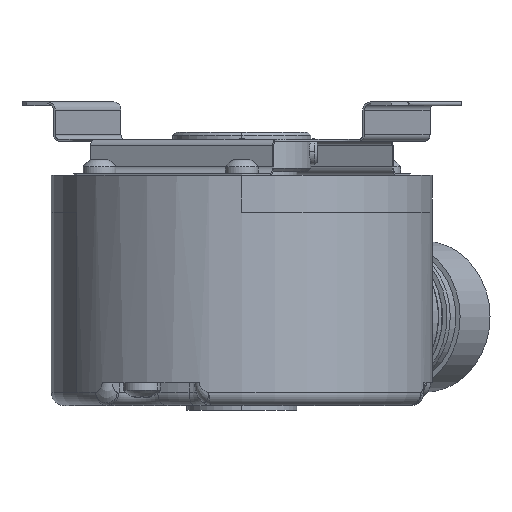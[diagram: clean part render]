
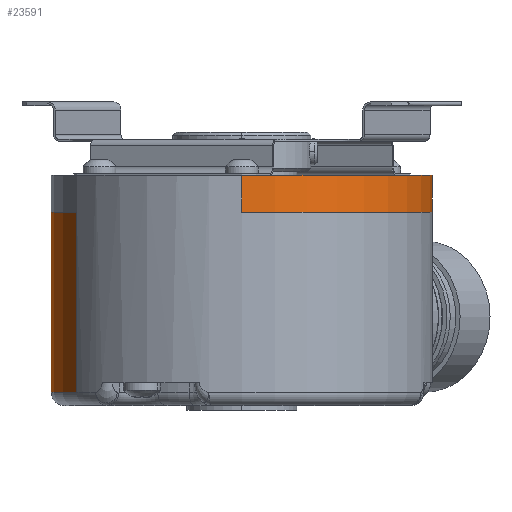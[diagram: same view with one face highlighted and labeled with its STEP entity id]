
A CAD part, left-side view. The second image highlights one B-rep face of the part: STEP entity #23591.
In plain terms, the highlighted cylindrical face has radius 29 mm (diameter 58 mm), a partial arc.
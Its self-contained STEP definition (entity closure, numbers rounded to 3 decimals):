
#243=DIRECTION('',(0.,0.,-1.));
#244=VECTOR('',#243,2.4);
#245=CARTESIAN_POINT('',(14.5,-25.115,12.4));
#246=LINE('',#245,#244);
#347=CARTESIAN_POINT('',(0.,0.,12.4));
#348=DIRECTION('',(0.,0.,1.));
#349=DIRECTION('',(1.,0.,0.));
#350=AXIS2_PLACEMENT_3D('',#347,#348,#349);
#352=DIRECTION('',(0.,0.,1.));
#353=VECTOR('',#352,5.6);
#354=CARTESIAN_POINT('',(29.,0.,12.4));
#355=LINE('',#354,#353);
#356=DIRECTION('',(0.,0.,-1.));
#357=VECTOR('',#356,27.4);
#358=CARTESIAN_POINT('',(-14.5,25.115,12.4));
#359=LINE('',#358,#357);
#360=CARTESIAN_POINT('',(18.616,22.236,-15.));
#361=CARTESIAN_POINT('',(18.638,22.218,-15.004));
#362=CARTESIAN_POINT('',(18.683,22.18,-14.993));
#363=CARTESIAN_POINT('',(18.755,22.119,-14.981));
#364=CARTESIAN_POINT('',(18.831,22.055,-14.957));
#365=CARTESIAN_POINT('',(18.909,21.988,-14.924));
#366=CARTESIAN_POINT('',(18.99,21.918,-14.88));
#367=CARTESIAN_POINT('',(19.072,21.846,-14.826));
#368=CARTESIAN_POINT('',(19.155,21.773,-14.761));
#369=CARTESIAN_POINT('',(19.237,21.701,-14.686));
#370=CARTESIAN_POINT('',(19.316,21.631,-14.602));
#371=CARTESIAN_POINT('',(19.389,21.565,-14.51));
#372=CARTESIAN_POINT('',(19.457,21.505,-14.413));
#373=CARTESIAN_POINT('',(19.516,21.451,-14.313));
#374=CARTESIAN_POINT('',(19.567,21.404,-14.212));
#375=CARTESIAN_POINT('',(19.61,21.364,-14.111));
#376=CARTESIAN_POINT('',(19.645,21.332,-14.013));
#377=CARTESIAN_POINT('',(19.673,21.307,-13.918));
#378=CARTESIAN_POINT('',(19.693,21.288,-13.825));
#379=CARTESIAN_POINT('',(19.707,21.275,-13.737));
#380=CARTESIAN_POINT('',(19.715,21.268,-13.651));
#381=CARTESIAN_POINT('',(19.718,21.265,-13.596));
#382=CARTESIAN_POINT('',(19.717,21.266,-13.57));
#384=CARTESIAN_POINT('',(28.565,5.004,-15.));
#385=CARTESIAN_POINT('',(28.56,5.032,-15.004));
#386=CARTESIAN_POINT('',(28.55,5.09,-14.993));
#387=CARTESIAN_POINT('',(28.533,5.183,-14.981));
#388=CARTESIAN_POINT('',(28.515,5.28,-14.957));
#389=CARTESIAN_POINT('',(28.496,5.382,-14.924));
#390=CARTESIAN_POINT('',(28.476,5.487,-14.88));
#391=CARTESIAN_POINT('',(28.455,5.594,-14.826));
#392=CARTESIAN_POINT('',(28.434,5.702,-14.761));
#393=CARTESIAN_POINT('',(28.412,5.809,-14.686));
#394=CARTESIAN_POINT('',(28.391,5.912,-14.602));
#395=CARTESIAN_POINT('',(28.371,6.009,-14.51));
#396=CARTESIAN_POINT('',(28.352,6.098,-14.413));
#397=CARTESIAN_POINT('',(28.335,6.176,-14.313));
#398=CARTESIAN_POINT('',(28.32,6.244,-14.212));
#399=CARTESIAN_POINT('',(28.307,6.301,-14.111));
#400=CARTESIAN_POINT('',(28.297,6.347,-14.013));
#401=CARTESIAN_POINT('',(28.289,6.384,-13.918));
#402=CARTESIAN_POINT('',(28.283,6.411,-13.825));
#403=CARTESIAN_POINT('',(28.278,6.43,-13.737));
#404=CARTESIAN_POINT('',(28.276,6.44,-13.651));
#405=CARTESIAN_POINT('',(28.275,6.444,-13.596));
#406=CARTESIAN_POINT('',(28.275,6.443,-13.57));
#408=DIRECTION('',(0.,0.,-1.));
#409=VECTOR('',#408,25.);
#410=CARTESIAN_POINT('',(28.781,3.561,10.));
#411=LINE('',#410,#409);
#412=CARTESIAN_POINT('',(0.,0.,12.4));
#413=DIRECTION('',(0.,0.,1.));
#414=DIRECTION('',(-1.,0.,0.));
#415=AXIS2_PLACEMENT_3D('',#412,#413,#414);
#417=DIRECTION('',(0.,0.,1.));
#418=VECTOR('',#417,5.6);
#419=CARTESIAN_POINT('',(-29.,0.,12.4));
#420=LINE('',#419,#418);
#421=CARTESIAN_POINT('',(0.,0.,-15.));
#422=DIRECTION('',(0.,0.,-1.));
#423=DIRECTION('',(-0.5,0.866,0.));
#424=AXIS2_PLACEMENT_3D('',#421,#422,#423);
#1073=CARTESIAN_POINT('',(0.,0.,18.));
#1074=DIRECTION('',(0.,0.,1.));
#1075=DIRECTION('',(-1.,0.,0.));
#1076=AXIS2_PLACEMENT_3D('',#1073,#1074,#1075);
#2946=CARTESIAN_POINT('',(0.,0.,-13.5));
#2947=DIRECTION('',(0.,0.,1.));
#2948=DIRECTION('',(0.975,0.222,0.));
#2949=AXIS2_PLACEMENT_3D('',#2946,#2947,#2948);
#3008=DIRECTION('',(0.,0.,1.));
#3009=VECTOR('',#3008,0.07);
#3010=CARTESIAN_POINT('',(19.717,21.266,-13.57));
#3011=LINE('',#3010,#3009);
#3201=CARTESIAN_POINT('',(0.,0.,-15.));
#3202=DIRECTION('',(0.,0.,-1.));
#3203=DIRECTION('',(0.985,0.173,0.));
#3204=AXIS2_PLACEMENT_3D('',#3201,#3202,#3203);
#3230=CARTESIAN_POINT('',(0.,0.,10.));
#3231=DIRECTION('',(0.,0.,-1.));
#3232=DIRECTION('',(0.992,0.123,0.));
#3233=AXIS2_PLACEMENT_3D('',#3230,#3231,#3232);
#3271=DIRECTION('',(0.,0.,-1.));
#3272=VECTOR('',#3271,0.07);
#3273=CARTESIAN_POINT('',(28.275,6.443,-13.5));
#3274=LINE('',#3273,#3272);
#18816=CARTESIAN_POINT('',(29.,0.,18.));
#18817=CARTESIAN_POINT('',(-29.,0.,18.));
#18818=VERTEX_POINT('',#18816);
#18819=VERTEX_POINT('',#18817);
#21266=CARTESIAN_POINT('',(28.781,3.561,10.));
#21267=CARTESIAN_POINT('',(14.5,-25.115,10.));
#21268=VERTEX_POINT('',#21266);
#21269=VERTEX_POINT('',#21267);
#21272=CARTESIAN_POINT('',(28.275,6.443,-13.5));
#21273=CARTESIAN_POINT('',(19.717,21.266,-13.5));
#21274=VERTEX_POINT('',#21272);
#21275=VERTEX_POINT('',#21273);
#21294=CARTESIAN_POINT('',(28.781,3.561,-15.));
#21295=VERTEX_POINT('',#21294);
#21298=CARTESIAN_POINT('',(28.565,5.004,-15.));
#21299=VERTEX_POINT('',#21298);
#21316=CARTESIAN_POINT('',(-14.5,25.115,-15.));
#21317=CARTESIAN_POINT('',(18.616,22.236,-15.));
#21318=VERTEX_POINT('',#21316);
#21319=VERTEX_POINT('',#21317);
#21478=VERTEX_POINT('',#406);
#21482=CARTESIAN_POINT('',(19.717,21.266,
-13.57));
#21483=VERTEX_POINT('',#21482);
#21678=CARTESIAN_POINT('',(29.,0.,12.4));
#21679=CARTESIAN_POINT('',(-14.5,25.115,12.4));
#21680=VERTEX_POINT('',#21678);
#21681=VERTEX_POINT('',#21679);
#21682=CARTESIAN_POINT('',(-29.,0.,12.4));
#21683=CARTESIAN_POINT('',(14.5,-25.115,12.4));
#21684=VERTEX_POINT('',#21682);
#21685=VERTEX_POINT('',#21683);
#23558=CARTESIAN_POINT('',(0.,0.,0.));
#23559=DIRECTION('',(0.,0.,1.));
#23560=DIRECTION('',(1.,0.,0.));
#23561=AXIS2_PLACEMENT_3D('',#23558,#23559,#23560);
#23562=CYLINDRICAL_SURFACE('',#23561,29.);
#23563=ORIENTED_EDGE('',*,*,#23551,.F.);
#23564=ORIENTED_EDGE('',*,*,#23549,.T.);
#23565=ORIENTED_EDGE('',*,*,#23547,.T.);
#23567=ORIENTED_EDGE('',*,*,#23566,.T.);
#23569=ORIENTED_EDGE('',*,*,#23568,.T.);
#23571=ORIENTED_EDGE('',*,*,#23570,.T.);
#23573=ORIENTED_EDGE('',*,*,#23572,.F.);
#23575=ORIENTED_EDGE('',*,*,#23574,.T.);
#23577=ORIENTED_EDGE('',*,*,#23576,.F.);
#23579=ORIENTED_EDGE('',*,*,#23578,.T.);
#23581=ORIENTED_EDGE('',*,*,#23580,.F.);
#23583=ORIENTED_EDGE('',*,*,#23582,.T.);
#23584=ORIENTED_EDGE('',*,*,#23516,.F.);
#23585=ORIENTED_EDGE('',*,*,#23514,.F.);
#23586=ORIENTED_EDGE('',*,*,#23512,.T.);
#23588=ORIENTED_EDGE('',*,*,#23587,.T.);
#23589=EDGE_LOOP('',(#23563,#23564,#23565,#23567,#23569,#23571,#23573,#23575,
#23577,#23579,#23581,#23583,#23584,#23585,#23586,#23588));
#23590=FACE_OUTER_BOUND('',#23589,.F.);
#351=CIRCLE('',#350,29.);
#383=B_SPLINE_CURVE_WITH_KNOTS('',3,(#360,#361,#362,#363,#364,#365,#366,#367,
#368,#369,#370,#371,#372,#373,#374,#375,#376,#377,#378,#379,#380,#381,#382),
.UNSPECIFIED.,.F.,.F.,(4,1,1,1,1,1,1,1,1,1,1,1,1,1,1,1,1,1,1,1,4),(0.,0.05,
0.1,0.15,0.2,0.25,0.3,0.35,0.4,0.45,0.5,0.55,0.6,0.65,
0.7,0.75,0.8,0.85,0.9,0.95,1.),.UNSPECIFIED.);
#407=B_SPLINE_CURVE_WITH_KNOTS('',3,(#384,#385,#386,#387,#388,#389,#390,#391,
#392,#393,#394,#395,#396,#397,#398,#399,#400,#401,#402,#403,#404,#405,#406),
.UNSPECIFIED.,.F.,.F.,(4,1,1,1,1,1,1,1,1,1,1,1,1,1,1,1,1,1,1,1,4),(0.,0.05,
0.1,0.15,0.2,0.25,0.3,0.35,0.4,0.45,0.5,0.55,0.6,0.65,
0.7,0.75,0.8,0.85,0.9,0.95,1.),.UNSPECIFIED.);
#416=CIRCLE('',#415,29.);
#425=CIRCLE('',#424,29.);
#1077=CIRCLE('',#1076,29.);
#2950=CIRCLE('',#2949,29.);
#3205=CIRCLE('',#3204,29.);
#3234=CIRCLE('',#3233,29.);
#23512=EDGE_CURVE('',#21684,#18819,#420,.T.);
#23514=EDGE_CURVE('',#21684,#21685,#416,.T.);
#23516=EDGE_CURVE('',#21685,#21269,#246,.T.);
#23547=EDGE_CURVE('',#21681,#21318,#359,.T.);
#23549=EDGE_CURVE('',#21680,#21681,#351,.T.);
#23551=EDGE_CURVE('',#21680,#18818,#355,.T.);
#23566=EDGE_CURVE('',#21318,#21319,#425,.T.);
#23568=EDGE_CURVE('',#21319,#21483,#383,.T.);
#23570=EDGE_CURVE('',#21483,#21275,#3011,.T.);
#23572=EDGE_CURVE('',#21274,#21275,#2950,.T.);
#23574=EDGE_CURVE('',#21274,#21478,#3274,.T.);
#23576=EDGE_CURVE('',#21299,#21478,#407,.T.);
#23578=EDGE_CURVE('',#21299,#21295,#3205,.T.);
#23580=EDGE_CURVE('',#21268,#21295,#411,.T.);
#23582=EDGE_CURVE('',#21268,#21269,#3234,.T.);
#23587=EDGE_CURVE('',#18819,#18818,#1077,.T.);
#23591=ADVANCED_FACE('',(#23590),#23562,.T.);
